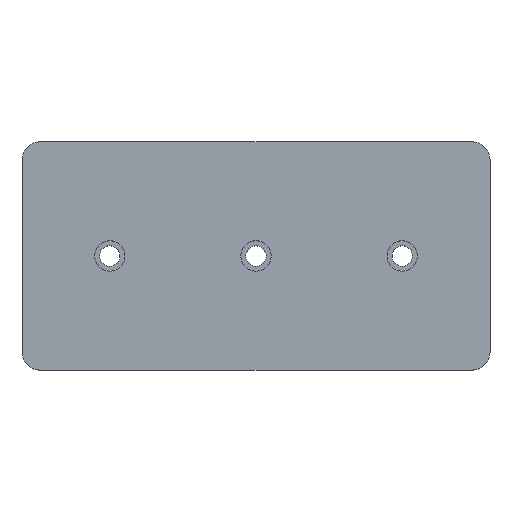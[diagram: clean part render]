
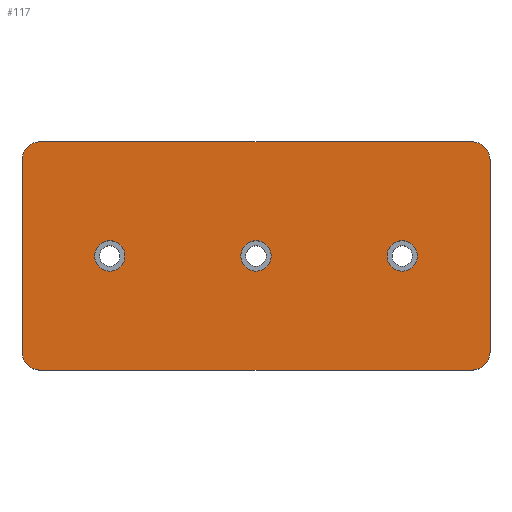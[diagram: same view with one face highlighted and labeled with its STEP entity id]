
A CAD part, top view. The second image highlights one B-rep face of the part: STEP entity #117.
In plain terms, the highlighted planar face has unit normal (0, 0, 1).
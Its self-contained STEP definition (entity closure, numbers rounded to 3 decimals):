
#117=ADVANCED_FACE('',(#250,#251,#252,#253),#254,.T.);
#250=FACE_OUTER_BOUND('',#402,.T.);
#251=FACE_BOUND('',#403,.T.);
#252=FACE_BOUND('',#404,.T.);
#253=FACE_BOUND('',#405,.T.);
#254=PLANE('',#406);
#402=EDGE_LOOP('',(#695,#696,#697,#698,#699,#700,#701,#702));
#403=EDGE_LOOP('',(#703,#704));
#404=EDGE_LOOP('',(#705,#706));
#405=EDGE_LOOP('',(#707,#708));
#406=AXIS2_PLACEMENT_3D('',#709,#710,#711);
#695=ORIENTED_EDGE('',*,*,#926,.T.);
#696=ORIENTED_EDGE('',*,*,#924,.T.);
#697=ORIENTED_EDGE('',*,*,#977,.T.);
#698=ORIENTED_EDGE('',*,*,#978,.T.);
#699=ORIENTED_EDGE('',*,*,#971,.T.);
#700=ORIENTED_EDGE('',*,*,#975,.F.);
#701=ORIENTED_EDGE('',*,*,#979,.T.);
#702=ORIENTED_EDGE('',*,*,#980,.F.);
#703=ORIENTED_EDGE('',*,*,#981,.F.);
#704=ORIENTED_EDGE('',*,*,#907,.F.);
#705=ORIENTED_EDGE('',*,*,#982,.F.);
#706=ORIENTED_EDGE('',*,*,#892,.F.);
#707=ORIENTED_EDGE('',*,*,#983,.F.);
#708=ORIENTED_EDGE('',*,*,#877,.F.);
#709=CARTESIAN_POINT('',(80.0,-19.5,5.0));
#710=DIRECTION('',(0.,0.,1.0));
#711=DIRECTION('',(1.0,0.,0.0));
#877=EDGE_CURVE('',#1037,#1040,#1041,.T.);
#892=EDGE_CURVE('',#1064,#1067,#1068,.T.);
#907=EDGE_CURVE('',#1091,#1094,#1095,.T.);
#924=EDGE_CURVE('',#1100,#1125,#1127,.T.);
#926=EDGE_CURVE('',#1129,#1100,#1130,.T.);
#971=EDGE_CURVE('',#1192,#1190,#1193,.T.);
#975=EDGE_CURVE('',#1196,#1190,#1198,.T.);
#977=EDGE_CURVE('',#1125,#1200,#1201,.T.);
#978=EDGE_CURVE('',#1200,#1192,#1202,.T.);
#979=EDGE_CURVE('',#1196,#1203,#1204,.T.);
#980=EDGE_CURVE('',#1129,#1203,#1205,.T.);
#981=EDGE_CURVE('',#1094,#1091,#1206,.T.);
#982=EDGE_CURVE('',#1067,#1064,#1207,.T.);
#983=EDGE_CURVE('',#1040,#1037,#1208,.T.);
#1037=VERTEX_POINT('',#1266);
#1040=VERTEX_POINT('',#1270);
#1041=CIRCLE('',#1271,2.6);
#1064=VERTEX_POINT('',#1299);
#1067=VERTEX_POINT('',#1303);
#1068=CIRCLE('',#1304,2.6);
#1091=VERTEX_POINT('',#1332);
#1094=VERTEX_POINT('',#1336);
#1095=CIRCLE('',#1337,2.6);
#1100=VERTEX_POINT('',#1343);
#1125=VERTEX_POINT('',#1380);
#1127=LINE('',#1383,#1384);
#1129=VERTEX_POINT('',#1386);
#1130=CIRCLE('',#1387,3.0);
#1190=VERTEX_POINT('',#1471);
#1192=VERTEX_POINT('',#1474);
#1193=CIRCLE('',#1475,3.0);
#1196=VERTEX_POINT('',#1479);
#1198=LINE('',#1482,#1483);
#1200=VERTEX_POINT('',#1485);
#1201=CIRCLE('',#1486,3.0);
#1202=LINE('',#1487,#1488);
#1203=VERTEX_POINT('',#1489);
#1204=CIRCLE('',#1490,3.0);
#1205=LINE('',#1491,#1492);
#1206=CIRCLE('',#1493,2.6);
#1207=CIRCLE('',#1494,2.6);
#1208=CIRCLE('',#1495,2.6);
#1266=CARTESIAN_POINT('',(67.6,0.,5.0));
#1270=CARTESIAN_POINT('',(62.4,0.,5.0));
#1271=AXIS2_PLACEMENT_3D('',#1549,#1550,#1551);
#1299=CARTESIAN_POINT('',(42.6,0.,5.0));
#1303=CARTESIAN_POINT('',(37.4,0.,5.0));
#1304=AXIS2_PLACEMENT_3D('',#1573,#1574,#1575);
#1332=CARTESIAN_POINT('',(17.6,0.,5.0));
#1336=CARTESIAN_POINT('',(12.4,0.,5.0));
#1337=AXIS2_PLACEMENT_3D('',#1597,#1598,#1599);
#1343=CARTESIAN_POINT('',(80.0,-16.5,5.0));
#1380=CARTESIAN_POINT('',(80.0,16.5,5.0));
#1383=CARTESIAN_POINT('',(80.0,-16.5,5.0));
#1384=VECTOR('',#1617,33.0);
#1386=CARTESIAN_POINT('',(77.0,-19.5,5.0));
#1387=AXIS2_PLACEMENT_3D('',#1618,#1619,#1620);
#1471=CARTESIAN_POINT('',(0.0,16.5,5.0));
#1474=CARTESIAN_POINT('',(3.,19.5,5.0));
#1475=AXIS2_PLACEMENT_3D('',#1667,#1668,#1669);
#1479=CARTESIAN_POINT('',(0.0,-16.5,5.0));
#1482=CARTESIAN_POINT('',(0.0,-16.5,5.0));
#1483=VECTOR('',#1672,33.0);
#1485=CARTESIAN_POINT('',(77.0,19.5,5.0));
#1486=AXIS2_PLACEMENT_3D('',#1673,#1674,#1675);
#1487=CARTESIAN_POINT('',(77.0,19.5,5.0));
#1488=VECTOR('',#1676,74.0);
#1489=CARTESIAN_POINT('',(3.,-19.5,5.0));
#1490=AXIS2_PLACEMENT_3D('',#1677,#1678,#1679);
#1491=CARTESIAN_POINT('',(77.0,-19.5,5.0));
#1492=VECTOR('',#1680,74.0);
#1493=AXIS2_PLACEMENT_3D('',#1681,#1682,#1683);
#1494=AXIS2_PLACEMENT_3D('',#1684,#1685,#1686);
#1495=AXIS2_PLACEMENT_3D('',#1687,#1688,#1689);
#1549=CARTESIAN_POINT('',(65.0,0.,5.0));
#1550=DIRECTION('',(0.,0.,1.0));
#1551=DIRECTION('',(1.0,0.,0.));
#1573=CARTESIAN_POINT('',(40.0,0.,5.0));
#1574=DIRECTION('',(0.,0.,1.0));
#1575=DIRECTION('',(1.0,0.,0.));
#1597=CARTESIAN_POINT('',(15.0,0.,5.0));
#1598=DIRECTION('',(0.,0.,1.0));
#1599=DIRECTION('',(1.0,0.,0.));
#1617=DIRECTION('',(0.,1.0,0.0));
#1618=CARTESIAN_POINT('',(77.0,-16.5,5.0));
#1619=DIRECTION('',(0.,0.,1.0));
#1620=DIRECTION('',(0.,-1.0,0.));
#1667=CARTESIAN_POINT('',(3.0,16.5,5.0));
#1668=DIRECTION('',(0.,0.,1.0));
#1669=DIRECTION('',(0.,1.0,0.));
#1672=DIRECTION('',(0.,1.0,0.0));
#1673=CARTESIAN_POINT('',(77.0,16.5,5.0));
#1674=DIRECTION('',(0.,0.,1.0));
#1675=DIRECTION('',(1.0,0.,0.));
#1676=DIRECTION('',(-1.0,0.,0.));
#1677=CARTESIAN_POINT('',(3.0,-16.5,5.0));
#1678=DIRECTION('',(0.,0.,1.0));
#1679=DIRECTION('',(-1.0,0.,0.));
#1680=DIRECTION('',(-1.0,0.,0.));
#1681=CARTESIAN_POINT('',(15.0,0.,5.0));
#1682=DIRECTION('',(0.,0.,1.0));
#1683=DIRECTION('',(1.0,0.,0.));
#1684=CARTESIAN_POINT('',(40.0,0.,5.0));
#1685=DIRECTION('',(0.,0.,1.0));
#1686=DIRECTION('',(1.0,0.,0.));
#1687=CARTESIAN_POINT('',(65.0,0.,5.0));
#1688=DIRECTION('',(0.,0.,1.0));
#1689=DIRECTION('',(1.0,0.,0.));
